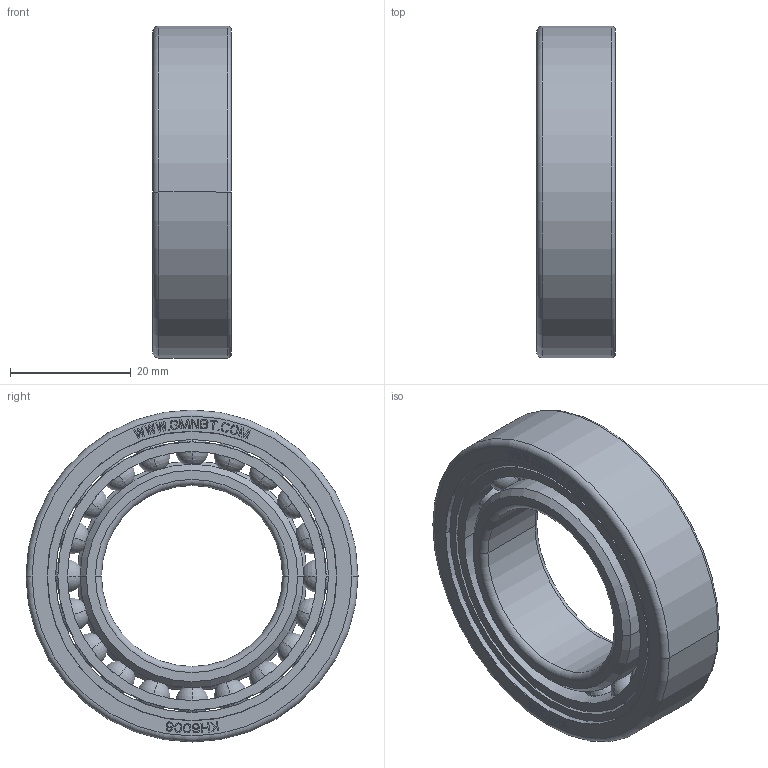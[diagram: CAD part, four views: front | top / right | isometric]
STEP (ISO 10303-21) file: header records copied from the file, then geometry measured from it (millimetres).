
FILE_DESCRIPTION((''),'2;1');
FILE_NAME('KH6006_PRT','2014-11-17T',('sales 4'),(''),'PRO/ENGINEER BY PARAMETRIC TECHNOLOGY CORPORATION, 2013150','PRO/ENGINEER BY PARAMETRIC TECHNOLOGY CORPORATION, 2013150','');
FILE_SCHEMA(('AUTOMOTIVE_DESIGN { 1 0 10303 214 1 1 1 1 }'));
Length unit declared in the file: millimetre
Products named in the file (1): KH6006_PRT
Bounding box: 13.01 x 55 x 55 mm (x, y, z)
Volume: 16518.7 mm3; surface area: 13637.9 mm2
Topology: 23 solids, 23 shells, 644 faces, 1810 edges, 1156 vertices
Faces by surface type: plane 524, cylinder 58, sphere 40, torus 12, cone 10
Entity records: 30145 total; most frequent: CARTESIAN_POINT 8270, ORIENTED_EDGE 3460, DIRECTION 3046, PRESENTATION_STYLE_ASSIGNMENT 1778, STYLED_ITEM 1753, CURVE_STYLE 1730, EDGE_CURVE 1730, VECTOR 1542
